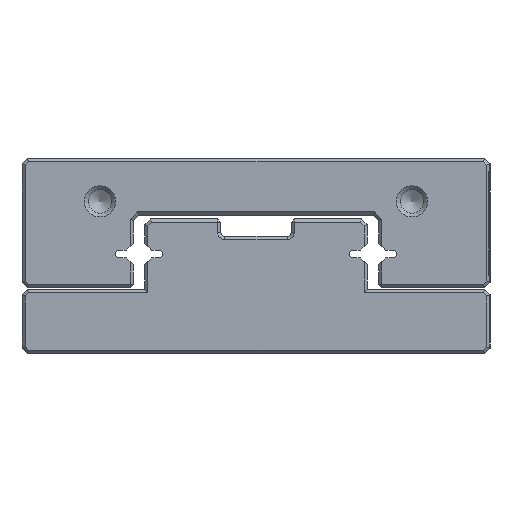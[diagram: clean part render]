
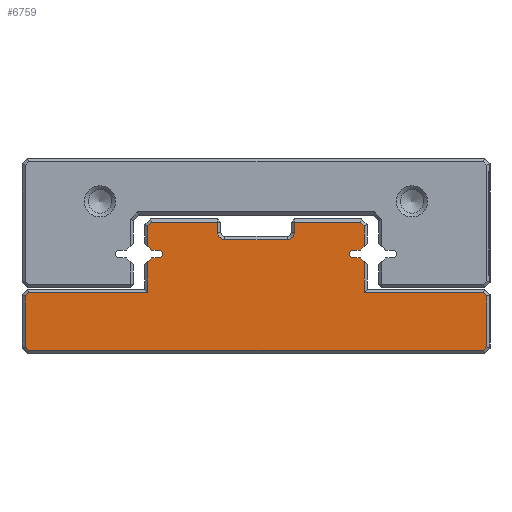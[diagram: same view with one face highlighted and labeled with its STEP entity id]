
A CAD part, left-side view. The second image highlights one B-rep face of the part: STEP entity #6759.
In plain terms, the highlighted planar face has unit normal (-1, 0, 0).
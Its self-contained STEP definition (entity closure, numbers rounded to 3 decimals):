
#6213=CIRCLE('',#32567,0.5);
#6219=CIRCLE('',#32587,0.5);
#6227=CIRCLE('',#32601,0.9);
#6228=CIRCLE('',#32602,0.9);
#6759=ADVANCED_FACE('',(#9646),#8481,.T.);
#8481=PLANE('',#32603);
#9646=FACE_OUTER_BOUND('',#10892,.T.);
#10892=EDGE_LOOP('',(#13453,#13454,#13455,#13456,#13457,#13458,#13459,#13460,
#13461,#13462,#13463,#13464,#13465,#13466,#13467,#13468,#13469,#13470,#13471,
#13472,#13473,#13474,#13475,#13476,#13477,#13478,#13479,#13480,#13481,#13482,
#13483,#13484));
#13453=ORIENTED_EDGE('',*,*,#23388,.F.);
#13454=ORIENTED_EDGE('',*,*,#23436,.T.);
#13455=ORIENTED_EDGE('',*,*,#23437,.T.);
#13456=ORIENTED_EDGE('',*,*,#23438,.T.);
#13457=ORIENTED_EDGE('',*,*,#23439,.T.);
#13458=ORIENTED_EDGE('',*,*,#23440,.T.);
#13459=ORIENTED_EDGE('',*,*,#23441,.T.);
#13460=ORIENTED_EDGE('',*,*,#23442,.T.);
#13461=ORIENTED_EDGE('',*,*,#23443,.T.);
#13462=ORIENTED_EDGE('',*,*,#23444,.T.);
#13463=ORIENTED_EDGE('',*,*,#23445,.T.);
#13464=ORIENTED_EDGE('',*,*,#23446,.T.);
#13465=ORIENTED_EDGE('',*,*,#23352,.F.);
#13466=ORIENTED_EDGE('',*,*,#23346,.F.);
#13467=ORIENTED_EDGE('',*,*,#23343,.F.);
#13468=ORIENTED_EDGE('',*,*,#23340,.F.);
#13469=ORIENTED_EDGE('',*,*,#23338,.F.);
#13470=ORIENTED_EDGE('',*,*,#23447,.T.);
#13471=ORIENTED_EDGE('',*,*,#23448,.T.);
#13472=ORIENTED_EDGE('',*,*,#23449,.T.);
#13473=ORIENTED_EDGE('',*,*,#23450,.T.);
#13474=ORIENTED_EDGE('',*,*,#23451,.T.);
#13475=ORIENTED_EDGE('',*,*,#23452,.T.);
#13476=ORIENTED_EDGE('',*,*,#23453,.T.);
#13477=ORIENTED_EDGE('',*,*,#23454,.T.);
#13478=ORIENTED_EDGE('',*,*,#23455,.T.);
#13479=ORIENTED_EDGE('',*,*,#23456,.T.);
#13480=ORIENTED_EDGE('',*,*,#23457,.T.);
#13481=ORIENTED_EDGE('',*,*,#23402,.F.);
#13482=ORIENTED_EDGE('',*,*,#23396,.F.);
#13483=ORIENTED_EDGE('',*,*,#23393,.F.);
#13484=ORIENTED_EDGE('',*,*,#23390,.F.);
#20715=VERTEX_POINT('',#41747);
#20716=VERTEX_POINT('',#41749);
#20717=VERTEX_POINT('',#41753);
#20719=VERTEX_POINT('',#41759);
#20721=VERTEX_POINT('',#41765);
#20726=VERTEX_POINT('',#41777);
#20755=VERTEX_POINT('',#41851);
#20756=VERTEX_POINT('',#41853);
#20757=VERTEX_POINT('',#41857);
#20759=VERTEX_POINT('',#41863);
#20761=VERTEX_POINT('',#41869);
#20766=VERTEX_POINT('',#41881);
#20795=VERTEX_POINT('',#41948);
#20796=VERTEX_POINT('',#41950);
#20797=VERTEX_POINT('',#41952);
#20798=VERTEX_POINT('',#41954);
#20799=VERTEX_POINT('',#41956);
#20800=VERTEX_POINT('',#41958);
#20801=VERTEX_POINT('',#41960);
#20802=VERTEX_POINT('',#41962);
#20803=VERTEX_POINT('',#41964);
#20804=VERTEX_POINT('',#41966);
#20805=VERTEX_POINT('',#41969);
#20806=VERTEX_POINT('',#41971);
#20807=VERTEX_POINT('',#41973);
#20808=VERTEX_POINT('',#41975);
#20809=VERTEX_POINT('',#41977);
#20810=VERTEX_POINT('',#41979);
#20811=VERTEX_POINT('',#41981);
#20812=VERTEX_POINT('',#41983);
#20813=VERTEX_POINT('',#41985);
#20814=VERTEX_POINT('',#41987);
#23338=EDGE_CURVE('',#20715,#20716,#26991,.T.);
#23340=EDGE_CURVE('',#20716,#20717,#26993,.T.);
#23343=EDGE_CURVE('',#20717,#20719,#6213,.T.);
#23346=EDGE_CURVE('',#20719,#20721,#26997,.T.);
#23352=EDGE_CURVE('',#20721,#20726,#27003,.T.);
#23388=EDGE_CURVE('',#20755,#20756,#27035,.T.);
#23390=EDGE_CURVE('',#20756,#20757,#27037,.T.);
#23393=EDGE_CURVE('',#20757,#20759,#6219,.T.);
#23396=EDGE_CURVE('',#20759,#20761,#27041,.T.);
#23402=EDGE_CURVE('',#20761,#20766,#27047,.T.);
#23436=EDGE_CURVE('',#20755,#20795,#27075,.T.);
#23437=EDGE_CURVE('',#20795,#20796,#27076,.T.);
#23438=EDGE_CURVE('',#20796,#20797,#27077,.T.);
#23439=EDGE_CURVE('',#20797,#20798,#27078,.T.);
#23440=EDGE_CURVE('',#20798,#20799,#6227,.T.);
#23441=EDGE_CURVE('',#20799,#20800,#27079,.T.);
#23442=EDGE_CURVE('',#20800,#20801,#6228,.T.);
#23443=EDGE_CURVE('',#20801,#20802,#27080,.T.);
#23444=EDGE_CURVE('',#20802,#20803,#27081,.T.);
#23445=EDGE_CURVE('',#20803,#20804,#27082,.T.);
#23446=EDGE_CURVE('',#20804,#20726,#27083,.T.);
#23447=EDGE_CURVE('',#20715,#20805,#27084,.T.);
#23448=EDGE_CURVE('',#20805,#20806,#27085,.T.);
#23449=EDGE_CURVE('',#20806,#20807,#27086,.T.);
#23450=EDGE_CURVE('',#20807,#20808,#27087,.T.);
#23451=EDGE_CURVE('',#20808,#20809,#27088,.T.);
#23452=EDGE_CURVE('',#20809,#20810,#27089,.T.);
#23453=EDGE_CURVE('',#20810,#20811,#27090,.T.);
#23454=EDGE_CURVE('',#20811,#20812,#27091,.T.);
#23455=EDGE_CURVE('',#20812,#20813,#27092,.T.);
#23456=EDGE_CURVE('',#20813,#20814,#27093,.T.);
#23457=EDGE_CURVE('',#20814,#20766,#27094,.T.);
#26991=LINE('',#41748,#29765);
#26993=LINE('',#41752,#29767);
#26997=LINE('',#41764,#29771);
#27003=LINE('',#41776,#29777);
#27035=LINE('',#41852,#29809);
#27037=LINE('',#41856,#29811);
#27041=LINE('',#41868,#29815);
#27047=LINE('',#41880,#29821);
#27075=LINE('',#41947,#29849);
#27076=LINE('',#41949,#29850);
#27077=LINE('',#41951,#29851);
#27078=LINE('',#41953,#29852);
#27079=LINE('',#41957,#29853);
#27080=LINE('',#41961,#29854);
#27081=LINE('',#41963,#29855);
#27082=LINE('',#41965,#29856);
#27083=LINE('',#41967,#29857);
#27084=LINE('',#41968,#29858);
#27085=LINE('',#41970,#29859);
#27086=LINE('',#41972,#29860);
#27087=LINE('',#41974,#29861);
#27088=LINE('',#41976,#29862);
#27089=LINE('',#41978,#29863);
#27090=LINE('',#41980,#29864);
#27091=LINE('',#41982,#29865);
#27092=LINE('',#41984,#29866);
#27093=LINE('',#41986,#29867);
#27094=LINE('',#41988,#29868);
#29765=VECTOR('',#34743,1.);
#29767=VECTOR('',#34747,1.);
#29771=VECTOR('',#34759,1.);
#29777=VECTOR('',#34767,1.);
#29809=VECTOR('',#34827,1.);
#29811=VECTOR('',#34831,1.);
#29815=VECTOR('',#34843,1.);
#29821=VECTOR('',#34851,1.);
#29849=VECTOR('',#34899,1.);
#29850=VECTOR('',#34900,1.);
#29851=VECTOR('',#34901,1.);
#29852=VECTOR('',#34902,1.);
#29853=VECTOR('',#34905,1.);
#29854=VECTOR('',#34908,1.);
#29855=VECTOR('',#34909,1.);
#29856=VECTOR('',#34910,1.);
#29857=VECTOR('',#34911,1.);
#29858=VECTOR('',#34912,1.);
#29859=VECTOR('',#34913,1.);
#29860=VECTOR('',#34914,1.);
#29861=VECTOR('',#34915,1.);
#29862=VECTOR('',#34916,1.);
#29863=VECTOR('',#34917,1.);
#29864=VECTOR('',#34918,1.);
#29865=VECTOR('',#34919,1.);
#29866=VECTOR('',#34920,1.);
#29867=VECTOR('',#34921,1.);
#29868=VECTOR('',#34922,1.);
#32567=AXIS2_PLACEMENT_3D('',#41758,#34752,#34753);
#32587=AXIS2_PLACEMENT_3D('',#41862,#34836,#34837);
#32601=AXIS2_PLACEMENT_3D('',#41955,#34903,#34904);
#32602=AXIS2_PLACEMENT_3D('',#41959,#34906,#34907);
#32603=AXIS2_PLACEMENT_3D('',#41989,#34923,#34924);
#34743=DIRECTION('',(0.,-0.707,0.707));
#34747=DIRECTION('',(0.,-1.,0.));
#34752=DIRECTION('',(-1.,0.,0.));
#34753=DIRECTION('',(0.,1.,0.));
#34759=DIRECTION('',(0.,1.,0.));
#34767=DIRECTION('',(0.,0.707,0.707));
#34827=DIRECTION('',(0.,0.707,-0.707));
#34831=DIRECTION('',(0.,1.,0.));
#34836=DIRECTION('',(-1.,0.,0.));
#34837=DIRECTION('',(0.,1.,0.));
#34843=DIRECTION('',(0.,-1.,0.));
#34851=DIRECTION('',(0.,-0.707,-0.707));
#34899=DIRECTION('',(0.,0.,1.));
#34900=DIRECTION('',(0.,0.707,0.707));
#34901=DIRECTION('',(0.,1.,0.));
#34902=DIRECTION('',(0.,0.,-1.));
#34903=DIRECTION('',(1.,0.,0.));
#34904=DIRECTION('',(0.,0.,1.));
#34905=DIRECTION('',(0.,1.,0.));
#34906=DIRECTION('',(1.,0.,0.));
#34907=DIRECTION('',(0.,0.,1.));
#34908=DIRECTION('',(0.,0.,1.));
#34909=DIRECTION('',(0.,1.,0.));
#34910=DIRECTION('',(0.,0.707,-0.707));
#34911=DIRECTION('',(0.,0.,-1.));
#34912=DIRECTION('',(0.,0.,-1.));
#34913=DIRECTION('',(0.,1.,0.));
#34914=DIRECTION('',(0.,0.707,-0.707));
#34915=DIRECTION('',(0.,0.,-1.));
#34916=DIRECTION('',(0.,-0.707,-0.707));
#34917=DIRECTION('',(0.,-1.,0.));
#34918=DIRECTION('',(0.,-0.707,0.707));
#34919=DIRECTION('',(0.,0.,1.));
#34920=DIRECTION('',(0.,0.707,0.707));
#34921=DIRECTION('',(0.,1.,0.));
#34922=DIRECTION('',(0.,0.,1.));
#34923=DIRECTION('',(-1.,0.,0.));
#34924=DIRECTION('',(0.,0.,-1.));
#41747=CARTESIAN_POINT('',(80.,43.85,11.779));
#41748=CARTESIAN_POINT('',(80.,44.25,11.379));
#41749=CARTESIAN_POINT('',(80.,43.379,12.25));
#41752=CARTESIAN_POINT('',(80.,43.379,12.25));
#41753=CARTESIAN_POINT('',(80.,42.5,12.25));
#41758=CARTESIAN_POINT('',(80.,42.5,12.75));
#41759=CARTESIAN_POINT('',(80.,42.5,13.25));
#41764=CARTESIAN_POINT('',(80.,42.5,13.25));
#41765=CARTESIAN_POINT('',(80.,43.379,13.25));
#41776=CARTESIAN_POINT('',(80.,43.379,13.25));
#41777=CARTESIAN_POINT('',(80.,43.85,13.721));
#41851=CARTESIAN_POINT('',(80.,16.15,13.721));
#41852=CARTESIAN_POINT('',(80.,15.75,14.121));
#41853=CARTESIAN_POINT('',(80.,16.621,13.25));
#41856=CARTESIAN_POINT('',(80.,16.621,13.25));
#41857=CARTESIAN_POINT('',(80.,17.5,13.25));
#41862=CARTESIAN_POINT('',(80.,17.5,12.75));
#41863=CARTESIAN_POINT('',(80.,17.5,12.25));
#41868=CARTESIAN_POINT('',(80.,17.5,12.25));
#41869=CARTESIAN_POINT('',(80.,16.621,12.25));
#41880=CARTESIAN_POINT('',(80.,16.621,12.25));
#41881=CARTESIAN_POINT('',(80.,16.15,11.779));
#41947=CARTESIAN_POINT('',(80.,16.15,16.55));
#41948=CARTESIAN_POINT('',(80.,16.15,16.384));
#41949=CARTESIAN_POINT('',(80.,27.508,27.742));
#41950=CARTESIAN_POINT('',(80.,16.616,16.85));
#41951=CARTESIAN_POINT('',(80.,25.5,16.85));
#41952=CARTESIAN_POINT('',(80.,25.1,16.85));
#41953=CARTESIAN_POINT('',(80.,25.1,15.5));
#41954=CARTESIAN_POINT('',(80.,25.1,15.5));
#41955=CARTESIAN_POINT('',(80.,26.,15.5));
#41956=CARTESIAN_POINT('',(80.,26.,14.6));
#41957=CARTESIAN_POINT('',(80.,34.,14.6));
#41958=CARTESIAN_POINT('',(80.,34.,14.6));
#41959=CARTESIAN_POINT('',(80.,34.,15.5));
#41960=CARTESIAN_POINT('',(80.,34.9,15.5));
#41961=CARTESIAN_POINT('',(80.,34.9,17.25));
#41962=CARTESIAN_POINT('',(80.,34.9,16.85));
#41963=CARTESIAN_POINT('',(80.,43.55,16.85));
#41964=CARTESIAN_POINT('',(80.,43.384,16.85));
#41965=CARTESIAN_POINT('',(80.,44.992,15.242));
#41966=CARTESIAN_POINT('',(80.,43.85,16.384));
#41967=CARTESIAN_POINT('',(80.,43.85,14.121));
#41968=CARTESIAN_POINT('',(80.,43.85,8.25));
#41969=CARTESIAN_POINT('',(80.,43.85,7.85));
#41970=CARTESIAN_POINT('',(80.,59.3,7.85));
#41971=CARTESIAN_POINT('',(80.,59.134,7.85));
#41972=CARTESIAN_POINT('',(80.,48.367,18.617));
#41973=CARTESIAN_POINT('',(80.,59.6,7.384));
#41974=CARTESIAN_POINT('',(80.,59.6,0.7));
#41975=CARTESIAN_POINT('',(80.,59.6,0.866));
#41976=CARTESIAN_POINT('',(80.,56.992,-1.742));
#41977=CARTESIAN_POINT('',(80.,59.134,0.4));
#41978=CARTESIAN_POINT('',(80.,0.7,0.4));
#41979=CARTESIAN_POINT('',(80.,0.866,0.4));
#41980=CARTESIAN_POINT('',(80.,15.508,-14.242));
#41981=CARTESIAN_POINT('',(80.,0.4,0.866));
#41982=CARTESIAN_POINT('',(80.,0.4,7.55));
#41983=CARTESIAN_POINT('',(80.,0.4,7.384));
#41984=CARTESIAN_POINT('',(80.,24.133,31.117));
#41985=CARTESIAN_POINT('',(80.,0.866,7.85));
#41986=CARTESIAN_POINT('',(80.,15.75,7.85));
#41987=CARTESIAN_POINT('',(80.,16.15,7.85));
#41988=CARTESIAN_POINT('',(80.,16.15,11.379));
#41989=CARTESIAN_POINT('',(80.,42.5,12.75));
